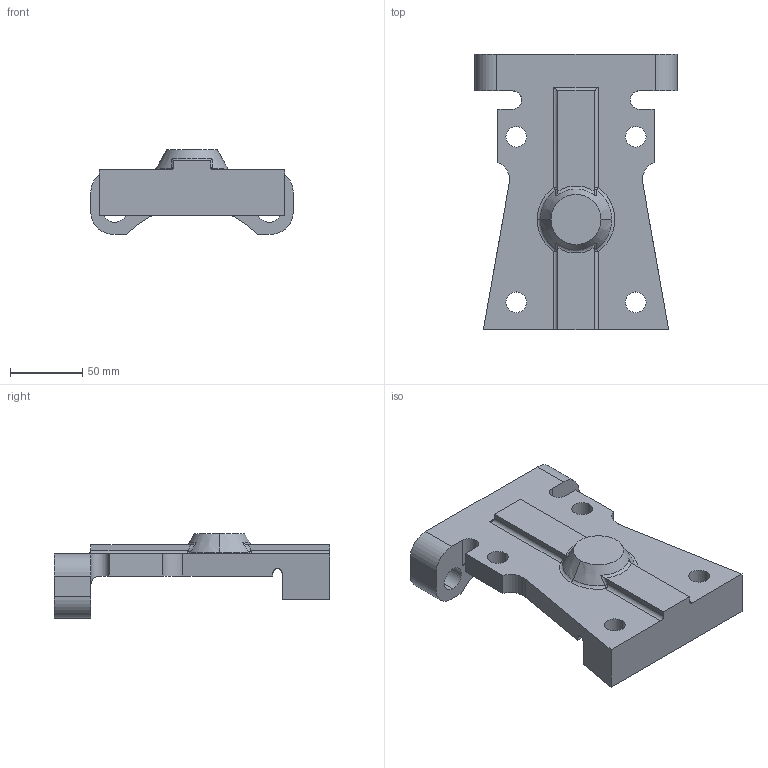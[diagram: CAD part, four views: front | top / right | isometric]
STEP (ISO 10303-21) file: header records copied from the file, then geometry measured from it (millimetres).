
FILE_DESCRIPTION (( 'STEP AP203' ), '1' );
FILE_NAME ('TCG04000043180_A.STEP', '2013-05-03T20:45:03', ( 'PARC User' ), ( 'PARC, Inc' ), 'SwSTEP 2.0', 'SolidWorks 2010', '' );
FILE_SCHEMA (( 'CONFIG_CONTROL_DESIGN' ));
Length unit declared in the file: inch
Products named in the file (1): TCG04000043180_A
Bounding box: 139.7 x 190.5 x 58.42 mm (x, y, z)
Volume: 466783.6 mm3; surface area: 72787.7 mm2
Topology: 1 solids, 1 shells, 72 faces, 194 edges, 124 vertices
Faces by surface type: cylinder 31, plane 26, torus 5, bspline 4, sphere 4, cone 2
Entity records: 2510 total; most frequent: CARTESIAN_POINT 603, ORIENTED_EDGE 388, DIRECTION 381, EDGE_CURVE 194, AXIS2_PLACEMENT_3D 142, VERTEX_POINT 124, LINE 97, VECTOR 97
